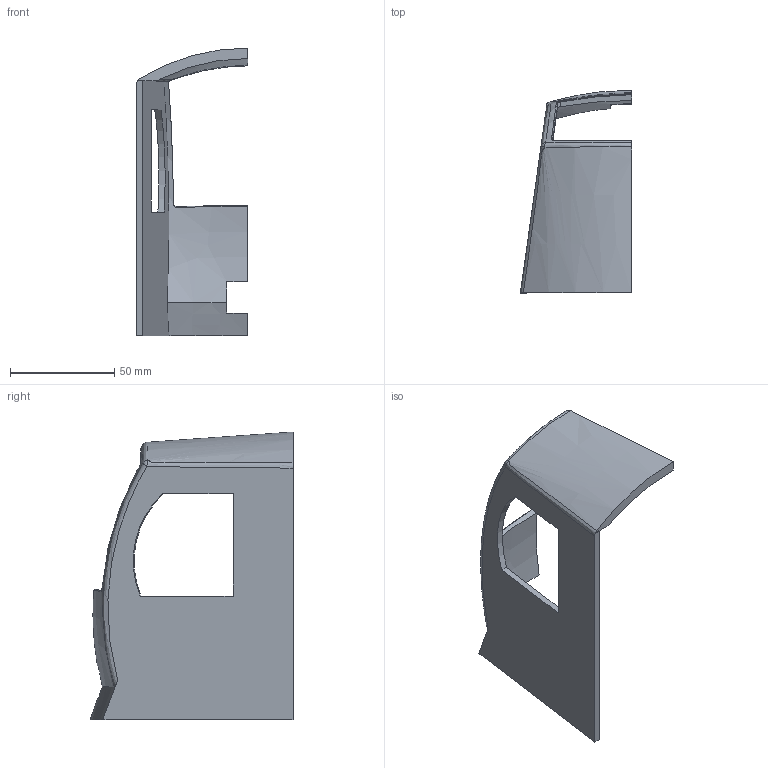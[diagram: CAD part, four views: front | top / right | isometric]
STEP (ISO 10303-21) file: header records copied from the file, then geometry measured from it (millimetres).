
FILE_DESCRIPTION((''),'2;1');
FILE_NAME('Kopf187015-WH.stp','2013-04-30T00:07:39',('Walter'),(''),'Autodesk Inventor 2013','Autodesk Inventor 2013','');
FILE_SCHEMA(('AUTOMOTIVE_DESIGN { 1 0 10303 214 1 1 1 1 }'));
Length unit declared in the file: millimetre
Products named in the file (1): Kopf187015-WH
Bounding box: 53.28 x 97.65 x 138 mm (x, y, z)
Volume: 45964 mm3; surface area: 31471.9 mm2
Topology: 1 solids, 1 shells, 57 faces, 169 edges, 114 vertices
Faces by surface type: bspline 35, plane 18, cylinder 3, sphere 1
Entity records: 5017 total; most frequent: CARTESIAN_POINT 3714, ORIENTED_EDGE 338, EDGE_CURVE 169, DIRECTION 146, VERTEX_POINT 114, B_SPLINE_CURVE_WITH_KNOTS 87, VECTOR 64, LINE 64
